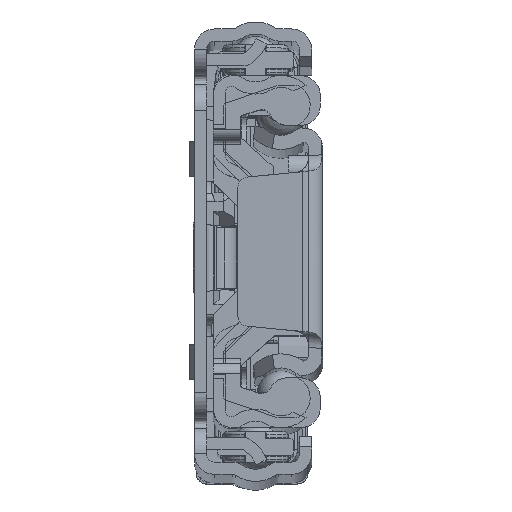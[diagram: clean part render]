
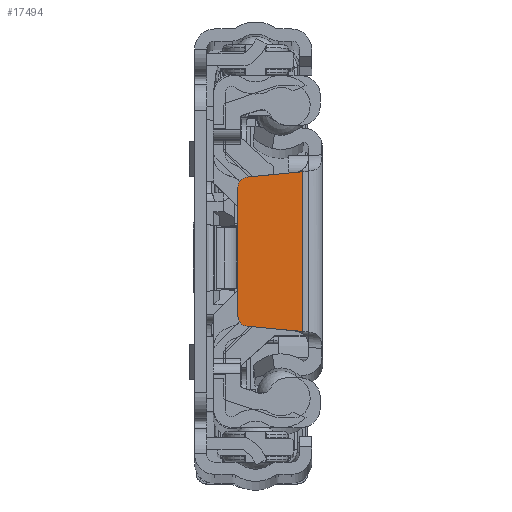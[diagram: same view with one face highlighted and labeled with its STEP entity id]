
A CAD part, top view. The second image highlights one B-rep face of the part: STEP entity #17494.
In plain terms, the highlighted face is planar.
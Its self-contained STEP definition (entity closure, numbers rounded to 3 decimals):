
#1889 = ORIENTED_EDGE ( 'NONE', *, *, #73944, .F. ) ;
#2533 = CARTESIAN_POINT ( 'NONE',  ( -8.4, -6.391, 0. ) ) ;
#4845 = VERTEX_POINT ( 'NONE', #2533 ) ;
#6573 = DIRECTION ( 'NONE',  ( 1., 0., 0. ) ) ;
#6710 = AXIS2_PLACEMENT_3D ( 'NONE', #73629, #12612, #66836 ) ;
#7895 = VECTOR ( 'NONE', #63040, 1000. ) ;
#11375 = EDGE_CURVE ( 'NONE', #26268, #39091, #61215, .T. ) ;
#11633 = LINE ( 'NONE', #82162, #96542 ) ;
#12612 = DIRECTION ( 'NONE',  ( 0., 0., 1. ) ) ;
#13852 = CARTESIAN_POINT ( 'NONE',  ( -2., 7.91, 0. ) ) ;
#14976 = CARTESIAN_POINT ( 'NONE',  ( -2., -13.87, 0. ) ) ;
#15323 = DIRECTION ( 'NONE',  ( 0., -1., 0. ) ) ;
#16170 = LINE ( 'NONE', #70909, #98647 ) ;
#16405 = CARTESIAN_POINT ( 'NONE',  ( -7.495, -7.386, 0. ) ) ;
#17494 = ADVANCED_FACE ( 'NONE', ( #54633 ), #81775, .F. ) ;
#17550 = DIRECTION ( 'NONE',  ( 0.995, -0.095, 0. ) ) ;
#21025 = DIRECTION ( 'NONE',  ( -0.995, 0.095, 0. ) ) ;
#21106 = CARTESIAN_POINT ( 'NONE',  ( -7.4, -6.391, 0. ) ) ;
#21446 = DIRECTION ( 'NONE',  ( 0., 0., -1. ) ) ;
#22220 = CARTESIAN_POINT ( 'NONE',  ( -7.4, 6.391, 0. ) ) ;
#24723 = CARTESIAN_POINT ( 'NONE',  ( -2., 7.91, 0. ) ) ;
#25556 = CARTESIAN_POINT ( 'NONE',  ( -2.758, -7.837, 0. ) ) ;
#26268 = VERTEX_POINT ( 'NONE', #13852 ) ;
#26831 = VECTOR ( 'NONE', #17550, 1000. ) ;
#27621 = CARTESIAN_POINT ( 'NONE',  ( -8.4, 6.391, 0. ) ) ;
#28282 = VERTEX_POINT ( 'NONE', #94554 ) ;
#28571 = DIRECTION ( 'NONE',  ( 0., 1., 0. ) ) ;
#29611 = AXIS2_PLACEMENT_3D ( 'NONE', #22220, #76461, #6573 ) ;
#36649 = DIRECTION ( 'NONE',  ( 1., 0., 0. ) ) ;
#37318 = VERTEX_POINT ( 'NONE', #27621 ) ;
#38377 = ORIENTED_EDGE ( 'NONE', *, *, #70184, .T. ) ;
#39091 = VERTEX_POINT ( 'NONE', #51058 ) ;
#42292 = EDGE_LOOP ( 'NONE', ( #98490, #45232, #38377, #62528, #66955, #1889, #53922, #55407 ) ) ;
#45232 = ORIENTED_EDGE ( 'NONE', *, *, #65888, .T. ) ;
#45638 = EDGE_CURVE ( 'NONE', #28282, #47972, #16170, .T. ) ;
#47780 = VECTOR ( 'NONE', #15323, 1000. ) ;
#47846 = VECTOR ( 'NONE', #21025, 1000. ) ;
#47936 = CARTESIAN_POINT ( 'NONE',  ( -8.4, -7.3, 0. ) ) ;
#47972 = VERTEX_POINT ( 'NONE', #91281 ) ;
#49050 = AXIS2_PLACEMENT_3D ( 'NONE', #21106, #21446, #36649 ) ;
#51058 = CARTESIAN_POINT ( 'NONE',  ( -2., -7.91, 0. ) ) ;
#51936 = CIRCLE ( 'NONE', #29611, 1. ) ;
#53922 = ORIENTED_EDGE ( 'NONE', *, *, #11375, .T. ) ;
#54633 = FACE_OUTER_BOUND ( 'NONE', #42292, .T. ) ;
#55273 = VERTEX_POINT ( 'NONE', #25556 ) ;
#55407 = ORIENTED_EDGE ( 'NONE', *, *, #89443, .T. ) ;
#61215 = LINE ( 'NONE', #14976, #47780 ) ;
#62528 = ORIENTED_EDGE ( 'NONE', *, *, #99581, .T. ) ;
#63040 = DIRECTION ( 'NONE',  ( -0.995, -0.095, 0. ) ) ;
#63585 = EDGE_CURVE ( 'NONE', #68862, #55273, #96016, .T. ) ;
#65888 = EDGE_CURVE ( 'NONE', #68862, #4845, #68975, .T. ) ;
#66836 = DIRECTION ( 'NONE',  ( 1., 0., 0. ) ) ;
#66955 = ORIENTED_EDGE ( 'NONE', *, *, #45638, .F. ) ;
#68862 = VERTEX_POINT ( 'NONE', #16405 ) ;
#68975 = CIRCLE ( 'NONE', #49050, 1. ) ;
#70184 = EDGE_CURVE ( 'NONE', #4845, #37318, #11633, .T. ) ;
#70571 = DIRECTION ( 'NONE',  ( -0.995, -0.095, 0. ) ) ;
#70909 = CARTESIAN_POINT ( 'NONE',  ( -8.4, 7.3, 0. ) ) ;
#73629 = CARTESIAN_POINT ( 'NONE',  ( -4.143, -13.87, 0. ) ) ;
#73944 = EDGE_CURVE ( 'NONE', #26268, #28282, #86711, .T. ) ;
#76461 = DIRECTION ( 'NONE',  ( 0., 0., -1. ) ) ;
#80988 = CARTESIAN_POINT ( 'NONE',  ( -2., -7.91, 0. ) ) ;
#81775 = PLANE ( 'NONE',  #6710 ) ;
#82162 = CARTESIAN_POINT ( 'NONE',  ( -8.4, 8.1, 0. ) ) ;
#86711 = LINE ( 'NONE', #24723, #7895 ) ;
#89443 = EDGE_CURVE ( 'NONE', #39091, #55273, #95212, .T. ) ;
#91281 = CARTESIAN_POINT ( 'NONE',  ( -7.495, 7.386, 0. ) ) ;
#94554 = CARTESIAN_POINT ( 'NONE',  ( -2.758, 7.837, 0. ) ) ;
#95212 = LINE ( 'NONE', #80988, #47846 ) ;
#96016 = LINE ( 'NONE', #47936, #26831 ) ;
#96542 = VECTOR ( 'NONE', #28571, 1000. ) ;
#98490 = ORIENTED_EDGE ( 'NONE', *, *, #63585, .F. ) ;
#98647 = VECTOR ( 'NONE', #70571, 1000. ) ;
#99581 = EDGE_CURVE ( 'NONE', #37318, #47972, #51936, .T. ) ;
